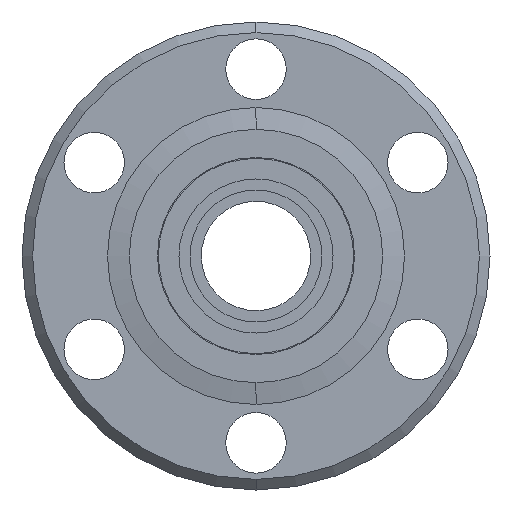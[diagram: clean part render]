
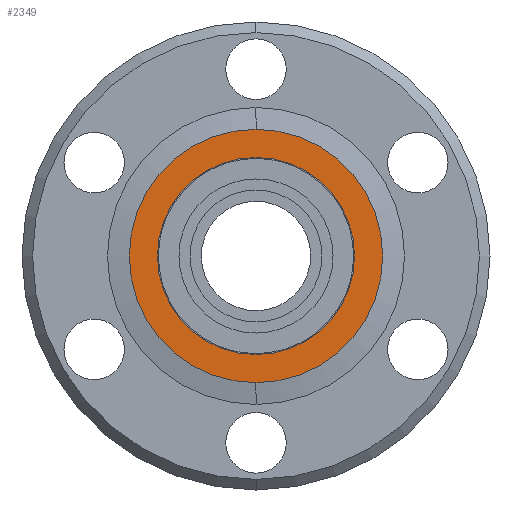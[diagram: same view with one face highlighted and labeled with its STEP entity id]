
A CAD part, front view. The second image highlights one B-rep face of the part: STEP entity #2349.
In plain terms, the highlighted planar face has unit normal (0, -1, 0).
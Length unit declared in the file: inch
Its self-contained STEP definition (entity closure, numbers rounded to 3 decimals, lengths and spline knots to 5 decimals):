
#1 = CARTESIAN_POINT ( 'NONE',  ( 0., -0.0915, 0. ) ) ;
#2 = DIRECTION ( 'NONE',  ( 0., -1., 0. ) ) ;
#3 = DIRECTION ( 'NONE',  ( 0., 0., 1. ) ) ;
#62 = CIRCLE ( 'NONE', #429, 0.28 ) ;
#87 = CIRCLE ( 'NONE', #1538, 0.28 ) ;
#89 = CIRCLE ( 'NONE', #1537, 0.36 ) ;
#305 = EDGE_LOOP ( 'NONE', ( #602, #674 ) ) ;
#311 = EDGE_LOOP ( 'NONE', ( #704, #679 ) ) ;
#347 = CARTESIAN_POINT ( 'NONE',  ( 0., -0.0915, 0. ) ) ;
#348 = DIRECTION ( 'NONE',  ( 0., -1., 0. ) ) ;
#349 = DIRECTION ( 'NONE',  ( 0., 0., 1. ) ) ;
#403 = DIRECTION ( 'NONE',  ( 0., -1., 0. ) ) ;
#429 = AXIS2_PLACEMENT_3D ( 'NONE', #347, #348, #349 ) ;
#454 = AXIS2_PLACEMENT_3D ( 'NONE', #1395, #1396, #1397 ) ;
#485 = DIRECTION ( 'NONE',  ( 0., 0., 1. ) ) ;
#602 = ORIENTED_EDGE ( 'NONE', *, *, #1439, .T. ) ;
#674 = ORIENTED_EDGE ( 'NONE', *, *, #1788, .T. ) ;
#679 = ORIENTED_EDGE ( 'NONE', *, *, #1460, .F. ) ;
#704 = ORIENTED_EDGE ( 'NONE', *, *, #1440, .F. ) ;
#909 = AXIS2_PLACEMENT_3D ( 'NONE', #1759, #1768, #1769 ) ;
#1135 = FACE_BOUND ( 'NONE', #311, .T. ) ;
#1138 = FACE_OUTER_BOUND ( 'NONE', #305, .T. ) ;
#1296 = CIRCLE ( 'NONE', #454, 0.36 ) ;
#1395 = CARTESIAN_POINT ( 'NONE',  ( 0., -0.0915, 0. ) ) ;
#1396 = DIRECTION ( 'NONE',  ( 0., -1., 0. ) ) ;
#1397 = DIRECTION ( 'NONE',  ( 0., 0., 1. ) ) ;
#1439 = EDGE_CURVE ( 'NONE', #2223, #2222, #89, .T. ) ;
#1440 = EDGE_CURVE ( 'NONE', #2229, #2228, #87, .T. ) ;
#1460 = EDGE_CURVE ( 'NONE', #2228, #2229, #62, .T. ) ;
#1537 = AXIS2_PLACEMENT_3D ( 'NONE', #2364, #403, #485 ) ;
#1538 = AXIS2_PLACEMENT_3D ( 'NONE', #1, #2, #3 ) ;
#1759 = CARTESIAN_POINT ( 'NONE',  ( 0.36, -0.0915, 0. ) ) ;
#1766 = PLANE ( 'NONE',  #909 ) ;
#1768 = DIRECTION ( 'NONE',  ( 0., -1., 0. ) ) ;
#1769 = DIRECTION ( 'NONE',  ( 0., 0., 1. ) ) ;
#1788 = EDGE_CURVE ( 'NONE', #2222, #2223, #1296, .T. ) ;
#1895 = CARTESIAN_POINT ( 'NONE',  ( 0., -0.0915, -0.36 ) ) ;
#1896 = CARTESIAN_POINT ( 'NONE',  ( 0., -0.0915, 0.36 ) ) ;
#1901 = CARTESIAN_POINT ( 'NONE',  ( 0., -0.0915, -0.28 ) ) ;
#1902 = CARTESIAN_POINT ( 'NONE',  ( 0., -0.0915, 0.28 ) ) ;
#2222 = VERTEX_POINT ( 'NONE', #1895 ) ;
#2223 = VERTEX_POINT ( 'NONE', #1896 ) ;
#2228 = VERTEX_POINT ( 'NONE', #1901 ) ;
#2229 = VERTEX_POINT ( 'NONE', #1902 ) ;
#2349 = ADVANCED_FACE ( 'NONE', ( #1138, #1135 ), #1766, .T. ) ;
#2364 = CARTESIAN_POINT ( 'NONE',  ( 0., -0.0915, 0. ) ) ;
